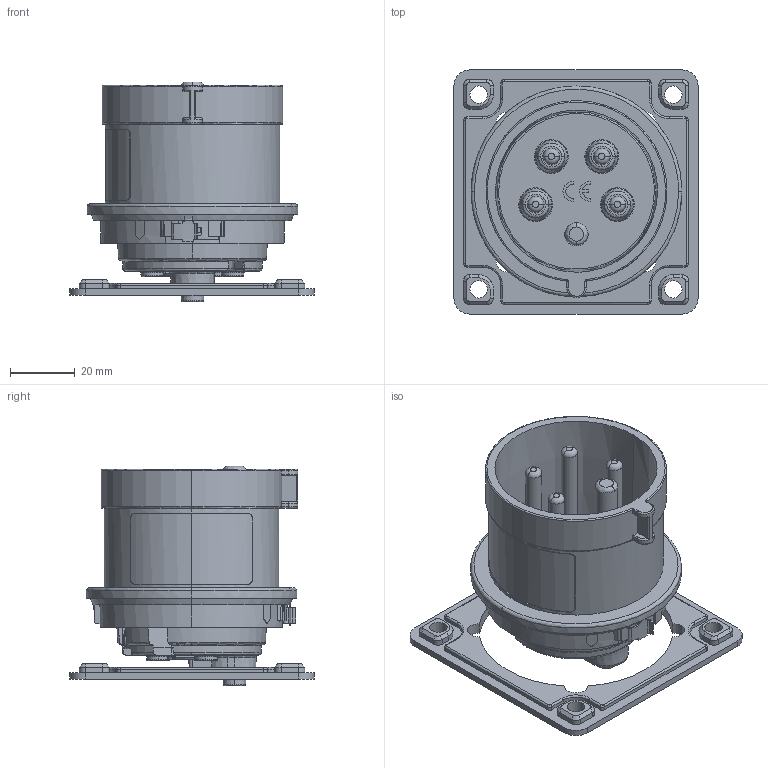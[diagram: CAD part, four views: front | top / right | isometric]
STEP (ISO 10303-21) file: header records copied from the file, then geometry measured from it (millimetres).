
FILE_DESCRIPTION (( 'STEP AP214' ), '1' );
FILE_NAME ('CATSTD-0S416-0B6-M01.STEP', '2019-12-20T15:57:43', ( '' ), ( '' ), 'SwSTEP 2.0', 'SolidWorks 2017', '' );
FILE_SCHEMA (( 'AUTOMOTIVE_DESIGN' ));
Length unit declared in the file: millimetre
Products named in the file (1): CATSTD-0S416-0B6-M01
Bounding box: 75.3 x 75.3 x 67.8 mm (x, y, z)
Volume: 55598.5 mm3; surface area: 55902.2 mm2
Topology: 17 solids, 17 shells, 2917 faces, 7319 edges, 4470 vertices
Faces by surface type: cylinder 927, bspline 845, plane 821, cone 316, torus 8
Entity records: 122887 total; most frequent: CARTESIAN_POINT 61759, ORIENTED_EDGE 14530, DIRECTION 10116, EDGE_CURVE 7265, VERTEX_POINT 4470, AXIS2_PLACEMENT_3D 3816, EDGE_LOOP 3059, ADVANCED_FACE 2917
